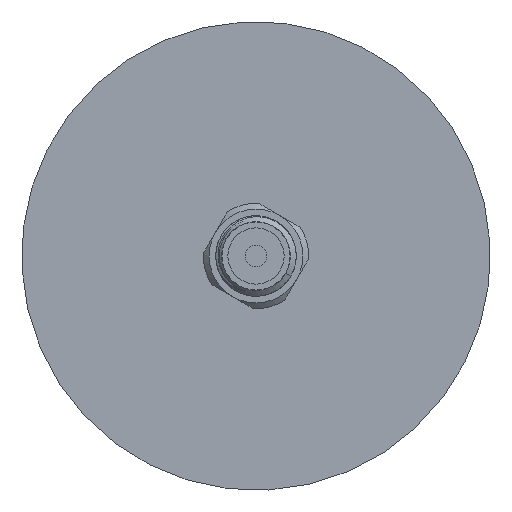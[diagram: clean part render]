
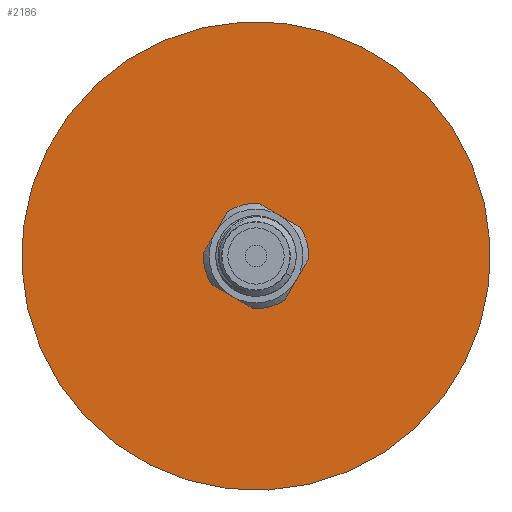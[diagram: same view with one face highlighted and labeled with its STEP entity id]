
A CAD part, front view. The second image highlights one B-rep face of the part: STEP entity #2186.
In plain terms, the highlighted planar face has unit normal (0, -1, 0).
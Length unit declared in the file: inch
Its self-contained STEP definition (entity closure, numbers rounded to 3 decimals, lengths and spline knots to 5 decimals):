
#345 = EDGE_CURVE ( 'NONE', #15223, #5727, #5276, .T. ) ;
#592 = DIRECTION ( 'NONE',  ( 0.998, 0., 0.055 ) ) ;
#2186 = ADVANCED_FACE ( 'NONE', ( #5275, #11037 ), #3898, .T. ) ;
#2191 = CARTESIAN_POINT ( 'NONE',  ( -3.0432, 0.06676, 1.68838 ) ) ;
#2247 = CIRCLE ( 'NONE', #3755, 0.11417 ) ;
#2426 = EDGE_CURVE ( 'NONE', #8591, #5111, #14815, .T. ) ;
#3056 = CARTESIAN_POINT ( 'NONE',  ( -3.82941, 0.06676, 1.64501 ) ) ;
#3287 = DIRECTION ( 'NONE',  ( 0., 0., -1. ) ) ;
#3474 = ORIENTED_EDGE ( 'NONE', *, *, #345, .T. ) ;
#3755 = AXIS2_PLACEMENT_3D ( 'NONE', #3056, #10197, #3287 ) ;
#3828 = CARTESIAN_POINT ( 'NONE',  ( -3.82941, 0.06676, 1.64501 ) ) ;
#3898 = PLANE ( 'NONE',  #11548 ) ;
#5111 = VERTEX_POINT ( 'NONE', #12486 ) ;
#5257 = EDGE_LOOP ( 'NONE', ( #3474, #14881 ) ) ;
#5275 = FACE_BOUND ( 'NONE', #8353, .T. ) ;
#5276 = CIRCLE ( 'NONE', #10236, 0.7874 ) ;
#5715 = CARTESIAN_POINT ( 'NONE',  ( -4.61562, 0.06676, 1.60164 ) ) ;
#5727 = VERTEX_POINT ( 'NONE', #2191 ) ;
#6217 = DIRECTION ( 'NONE',  ( 0., 0., -1. ) ) ;
#6512 = DIRECTION ( 'NONE',  ( 0., -1., 0. ) ) ;
#6526 = CARTESIAN_POINT ( 'NONE',  ( -3.82941, 0.06676, 1.64501 ) ) ;
#7356 = ORIENTED_EDGE ( 'NONE', *, *, #2426, .T. ) ;
#8033 = DIRECTION ( 'NONE',  ( 0., -1., 0. ) ) ;
#8353 = EDGE_LOOP ( 'NONE', ( #7356, #12422 ) ) ;
#8562 = DIRECTION ( 'NONE',  ( 0., 0., -1. ) ) ;
#8591 = VERTEX_POINT ( 'NONE', #9159 ) ;
#9159 = CARTESIAN_POINT ( 'NONE',  ( -3.92829, 0.06676, 1.70209 ) ) ;
#9193 = DIRECTION ( 'NONE',  ( 0.998, 0., 0.055 ) ) ;
#9706 = CIRCLE ( 'NONE', #11700, 0.7874 ) ;
#10065 = AXIS2_PLACEMENT_3D ( 'NONE', #11212, #14592, #6217 ) ;
#10197 = DIRECTION ( 'NONE',  ( 0., 1., 0. ) ) ;
#10236 = AXIS2_PLACEMENT_3D ( 'NONE', #6526, #8033, #9193 ) ;
#10929 = EDGE_CURVE ( 'NONE', #5111, #8591, #2247, .T. ) ;
#11037 = FACE_OUTER_BOUND ( 'NONE', #5257, .T. ) ;
#11212 = CARTESIAN_POINT ( 'NONE',  ( -3.82941, 0.06676, 1.64501 ) ) ;
#11548 = AXIS2_PLACEMENT_3D ( 'NONE', #3828, #13415, #8562 ) ;
#11700 = AXIS2_PLACEMENT_3D ( 'NONE', #14964, #6512, #592 ) ;
#11756 = EDGE_CURVE ( 'NONE', #5727, #15223, #9706, .T. ) ;
#12422 = ORIENTED_EDGE ( 'NONE', *, *, #10929, .T. ) ;
#12486 = CARTESIAN_POINT ( 'NONE',  ( -3.73053, 0.06676, 1.58792 ) ) ;
#13415 = DIRECTION ( 'NONE',  ( 0., -1., 0. ) ) ;
#14592 = DIRECTION ( 'NONE',  ( 0., 1., 0. ) ) ;
#14815 = CIRCLE ( 'NONE', #10065, 0.11417 ) ;
#14881 = ORIENTED_EDGE ( 'NONE', *, *, #11756, .T. ) ;
#14964 = CARTESIAN_POINT ( 'NONE',  ( -3.82941, 0.06676, 1.64501 ) ) ;
#15223 = VERTEX_POINT ( 'NONE', #5715 ) ;
